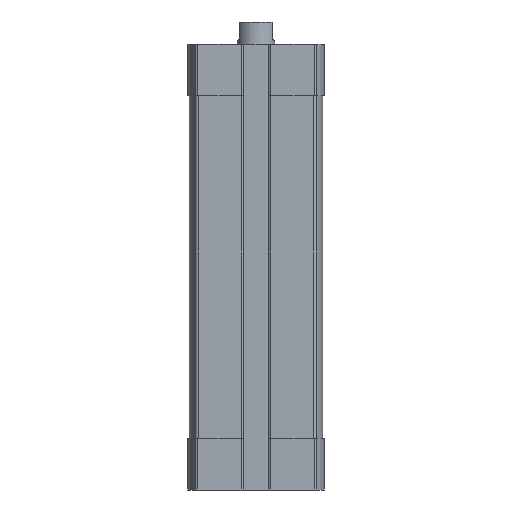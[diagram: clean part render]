
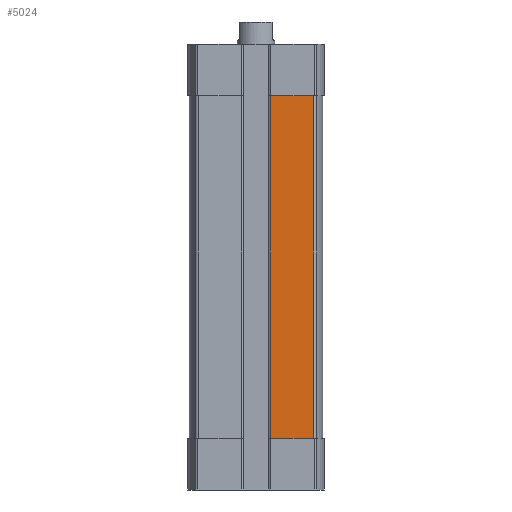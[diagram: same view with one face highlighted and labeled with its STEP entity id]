
A CAD part, left-side view. The second image highlights one B-rep face of the part: STEP entity #5024.
In plain terms, the highlighted planar face has unit normal (-1, 0, 0).
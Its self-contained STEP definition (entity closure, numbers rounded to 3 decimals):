
#70=PLANE('',#5477);
#392=LINE('',#8079,#796);
#393=LINE('',#8082,#797);
#394=LINE('',#8084,#798);
#395=LINE('',#8086,#799);
#796=VECTOR('',#6392,1000.);
#797=VECTOR('',#6393,1000.);
#798=VECTOR('',#6394,1000.);
#799=VECTOR('',#6395,1000.);
#1767=ORIENTED_EDGE('',*,*,#2997,.F.);
#1768=ORIENTED_EDGE('',*,*,#2998,.F.);
#1769=ORIENTED_EDGE('',*,*,#2999,.T.);
#1770=ORIENTED_EDGE('',*,*,#3000,.T.);
#2997=EDGE_CURVE('',#3630,#3631,#392,.T.);
#2998=EDGE_CURVE('',#3632,#3630,#393,.T.);
#2999=EDGE_CURVE('',#3632,#3633,#394,.T.);
#3000=EDGE_CURVE('',#3633,#3631,#395,.T.);
#3630=VERTEX_POINT('',#8080);
#3631=VERTEX_POINT('',#8081);
#3632=VERTEX_POINT('',#8083);
#3633=VERTEX_POINT('',#8085);
#4212=EDGE_LOOP('',(#1767,#1768,#1769,#1770));
#4618=FACE_BOUND('',#4212,.T.);
#5024=ADVANCED_FACE('',(#4618),#70,.T.);
#5477=AXIS2_PLACEMENT_3D('',#8078,#6390,#6391);
#6390=DIRECTION('',(-1.,0.,0.));
#6391=DIRECTION('',(0.,0.,1.));
#6392=DIRECTION('',(0.,-1.,0.));
#6393=DIRECTION('',(0.,0.,1.));
#6394=DIRECTION('',(0.,-1.,0.));
#6395=DIRECTION('',(0.,0.,1.));
#8078=CARTESIAN_POINT('',(-14.25,-3.1,-84.));
#8079=CARTESIAN_POINT('',(-14.25,-3.1,-11.));
#8080=CARTESIAN_POINT('',(-14.25,-3.1,-11.));
#8081=CARTESIAN_POINT('',(-14.25,-12.347,-11.));
#8082=CARTESIAN_POINT('',(-14.25,-3.1,-84.));
#8083=CARTESIAN_POINT('',(-14.25,-3.1,-84.));
#8084=CARTESIAN_POINT('',(-14.25,-3.1,-84.));
#8085=CARTESIAN_POINT('',(-14.25,-12.347,-84.));
#8086=CARTESIAN_POINT('',(-14.25,-12.347,-84.));
